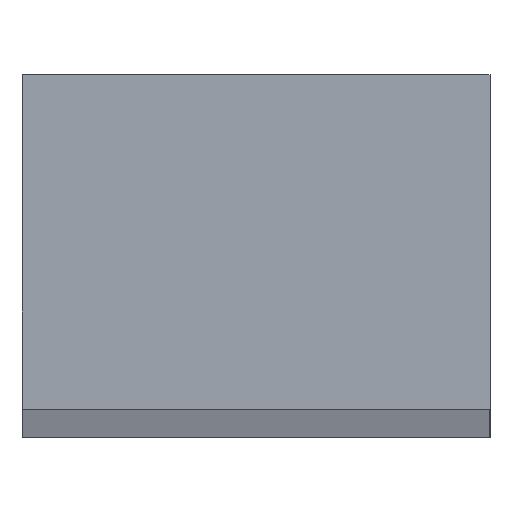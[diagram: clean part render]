
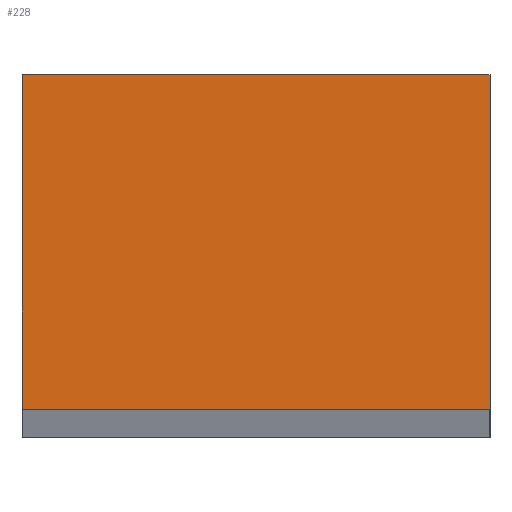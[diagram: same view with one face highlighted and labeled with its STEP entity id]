
A CAD part, top view. The second image highlights one B-rep face of the part: STEP entity #228.
In plain terms, the highlighted planar face has unit normal (0, 0, 1).
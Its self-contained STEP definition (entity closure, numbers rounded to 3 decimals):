
#35 = VERTEX_POINT('',#36);
#36 = CARTESIAN_POINT('',(-1.445,0.25,24.133));
#42 = EDGE_CURVE('',#35,#43,#45,.T.);
#43 = VERTEX_POINT('',#44);
#44 = CARTESIAN_POINT('',(-1.445,-0.25,24.133));
#45 = LINE('',#46,#47);
#46 = CARTESIAN_POINT('',(-1.445,0.25,24.133));
#47 = VECTOR('',#48,1.);
#48 = DIRECTION('',(0.,-1.,0.));
#73 = EDGE_CURVE('',#43,#74,#76,.T.);
#74 = VERTEX_POINT('',#75);
#75 = CARTESIAN_POINT('',(-0.745,-0.25,24.133));
#76 = LINE('',#77,#78);
#77 = CARTESIAN_POINT('',(-1.445,-0.25,24.133));
#78 = VECTOR('',#79,1.);
#79 = DIRECTION('',(1.,0.,0.));
#104 = EDGE_CURVE('',#74,#105,#107,.T.);
#105 = VERTEX_POINT('',#106);
#106 = CARTESIAN_POINT('',(-0.745,-0.25,24.133));
#107 = LINE('',#108,#109);
#108 = CARTESIAN_POINT('',(-0.745,-0.25,24.133));
#109 = VECTOR('',#110,1.);
#110 = DIRECTION('',(0.707,0.707,0.));
#135 = EDGE_CURVE('',#105,#136,#138,.T.);
#136 = VERTEX_POINT('',#137);
#137 = CARTESIAN_POINT('',(-0.745,0.25,24.133));
#138 = LINE('',#139,#140);
#139 = CARTESIAN_POINT('',(-0.745,-0.25,24.133));
#140 = VECTOR('',#141,1.);
#141 = DIRECTION('',(0.,1.,0.));
#166 = EDGE_CURVE('',#136,#167,#169,.T.);
#167 = VERTEX_POINT('',#168);
#168 = CARTESIAN_POINT('',(-1.445,0.25,24.133));
#169 = LINE('',#170,#171);
#170 = CARTESIAN_POINT('',(-0.745,0.25,24.133));
#171 = VECTOR('',#172,1.);
#172 = DIRECTION('',(-1.,0.,0.));
#197 = EDGE_CURVE('',#167,#35,#198,.T.);
#198 = LINE('',#199,#200);
#199 = CARTESIAN_POINT('',(-1.445,0.25,24.133));
#200 = VECTOR('',#201,1.);
#201 = DIRECTION('',(-0.707,-0.707,0.));
#228 = ADVANCED_FACE('',(#229),#237,.F.);
#229 = FACE_BOUND('',#230,.T.);
#230 = EDGE_LOOP('',(#231,#232,#233,#234,#235,#236));
#231 = ORIENTED_EDGE('',*,*,#42,.T.);
#232 = ORIENTED_EDGE('',*,*,#73,.T.);
#233 = ORIENTED_EDGE('',*,*,#104,.T.);
#234 = ORIENTED_EDGE('',*,*,#135,.T.);
#235 = ORIENTED_EDGE('',*,*,#166,.T.);
#236 = ORIENTED_EDGE('',*,*,#197,.T.);
#237 = PLANE('',#238);
#238 = AXIS2_PLACEMENT_3D('',#239,#240,#241);
#239 = CARTESIAN_POINT('',(-1.445,0.25,24.133));
#240 = DIRECTION('',(0.,0.,-1.));
#241 = DIRECTION('',(-1.,0.,0.));
